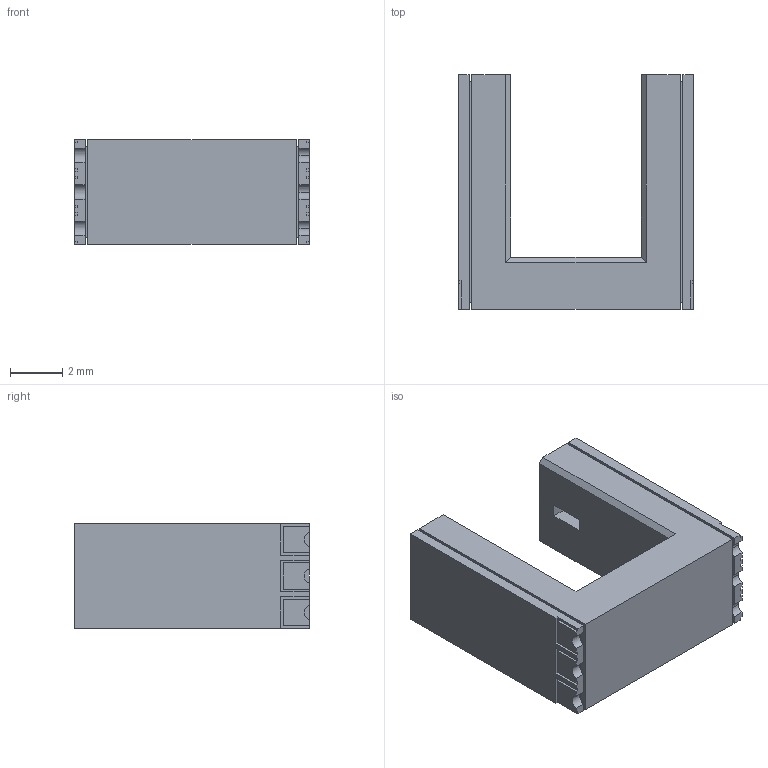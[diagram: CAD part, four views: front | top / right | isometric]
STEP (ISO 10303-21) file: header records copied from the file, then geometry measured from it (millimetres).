
FILE_DESCRIPTION (( 'STEP AP214' ), '1' );
FILE_NAME ('EE_SX1350.step', '2023-08-22T01:06:48', ( 'OSMC1.0 ' ), ( ' ' ), 'SwSTEP 2.0', 'SolidWorks 2002025', '' );
FILE_SCHEMA (( 'AUTOMOTIVE_DESIGN' ));
Length unit declared in the file: millimetre
Products named in the file (1): EE_SX1350
Bounding box: 9 x 9 x 4 mm (x, y, z)
Volume: 178.7 mm3; surface area: 322.2 mm2
Topology: 1 solids, 1 shells, 108 faces, 293 edges, 194 vertices
Faces by surface type: plane 97, cylinder 11
Entity records: 3733 total; most frequent: CARTESIAN_POINT 596, ORIENTED_EDGE 586, DIRECTION 533, EDGE_CURVE 293, LINE 271, VECTOR 271, VERTEX_POINT 194, AXIS2_PLACEMENT_3D 131
